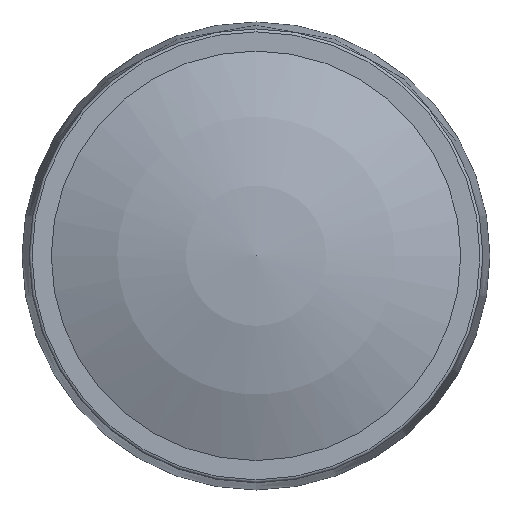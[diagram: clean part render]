
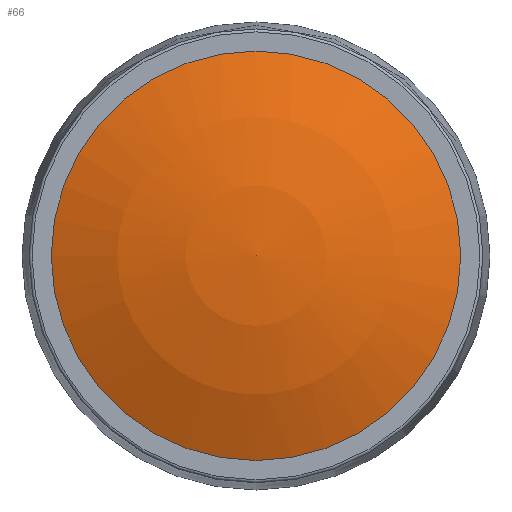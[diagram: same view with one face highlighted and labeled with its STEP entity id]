
A CAD part, top view. The second image highlights one B-rep face of the part: STEP entity #66.
In plain terms, the highlighted spherical face has radius 34.167 mm.
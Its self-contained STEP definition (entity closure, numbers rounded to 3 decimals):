
#66 = ADVANCED_FACE( '', ( #142 ), #143, .T. );
#142 = FACE_OUTER_BOUND( '', #220, .T. );
#143 = SPHERICAL_SURFACE( '', #221, 34.167 );
#220 = EDGE_LOOP( '', ( #316 ) );
#221 = AXIS2_PLACEMENT_3D( '', #317, #318, #319 );
#316 = ORIENTED_EDGE( '', *, *, #363, .T. );
#317 = CARTESIAN_POINT( '', ( 0., 0., -16.167 ) );
#318 = DIRECTION( '', ( 0., 0., 1. ) );
#319 = DIRECTION( '', ( 0., 1., 0. ) );
#363 = EDGE_CURVE( '', #406, #406, #407, .T. );
#406 = VERTEX_POINT( '', #458 );
#407 = CIRCLE( '', #459, 14. );
#458 = CARTESIAN_POINT( '', ( 0., -14., 15. ) );
#459 = AXIS2_PLACEMENT_3D( '', #513, #514, #515 );
#513 = CARTESIAN_POINT( '', ( 0., 0., 15. ) );
#514 = DIRECTION( '', ( 0., 0., 1. ) );
#515 = DIRECTION( '', ( 0., -1., 0. ) );
